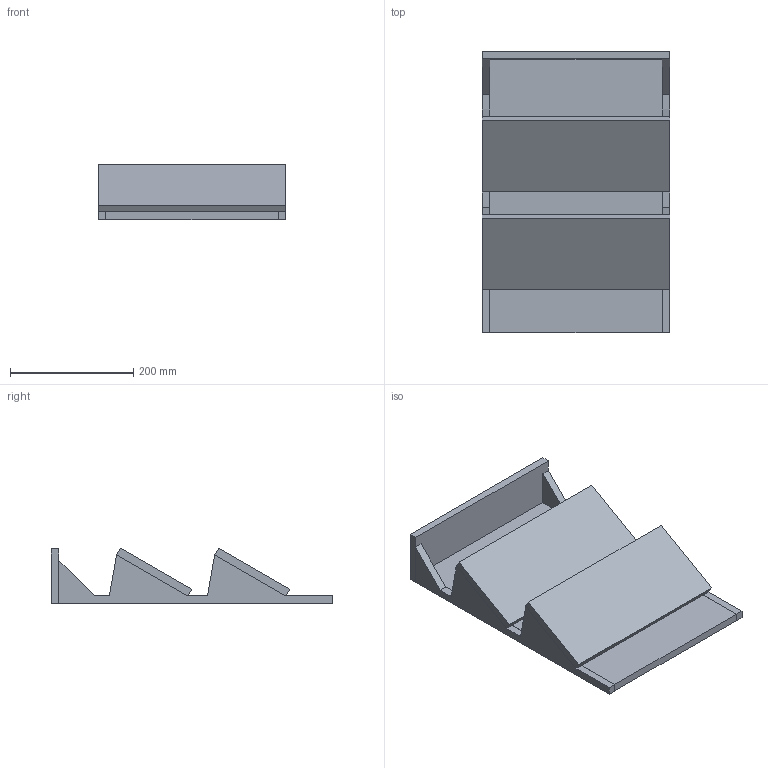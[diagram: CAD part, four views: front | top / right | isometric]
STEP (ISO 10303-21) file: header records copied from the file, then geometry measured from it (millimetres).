
FILE_DESCRIPTION(/* description */ (''),/* implementation_level */ '2;1');
FILE_NAME(/* name */ '799b339d-e741-4b1e-971f-0f86baa7d382.stp',/* time_stamp */ '2019-02-19T02:27:05+00:00',/* author */ (''),/* organization */ (''),/* preprocessor_version */ 'ST-DEVELOPER v17.2',/* originating_system */ 'Autodesk Translation Framework v7.6.0.251',/* authorisation */ '');
FILE_SCHEMA (('AUTOMOTIVE_DESIGN { 1 0 10303 214 3 1 1 }'));
Length unit declared in the file: millimetre
Products named in the file (7): Mail Organizer; Left End; Back; Right End; Shelf; Top Cubbie; Bottom Cubbie
Assembly tree (6 placements, depth 2):
  Mail Organizer
    Left End
    Back
    Right End
    Shelf
    Top Cubbie
    Bottom Cubbie
Bounding box: 304.8 x 457.2 x 90.77 mm (x, y, z)
Volume: 3358768.5 mm3; surface area: 609278.8 mm2
Topology: 6 solids, 6 shells, 54 faces, 126 edges, 84 vertices
Faces by surface type: plane 54
Entity records: 1723 total; most frequent: CARTESIAN_POINT 277, DIRECTION 260, ORIENTED_EDGE 252, LINE 126, VECTOR 126, EDGE_CURVE 126, VERTEX_POINT 84, AXIS2_PLACEMENT_3D 67
